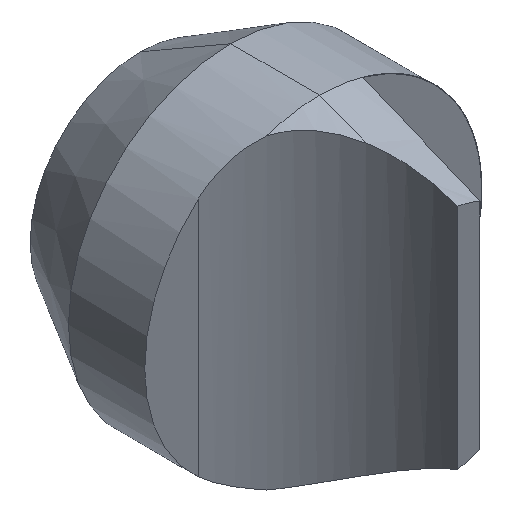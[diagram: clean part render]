
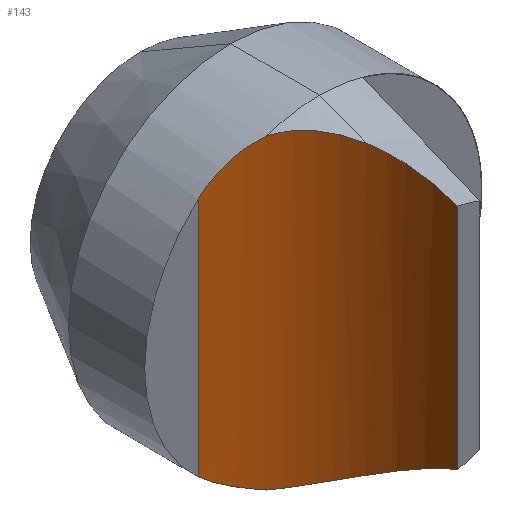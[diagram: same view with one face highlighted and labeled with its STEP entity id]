
A CAD part, isometric view. The second image highlights one B-rep face of the part: STEP entity #143.
In plain terms, the highlighted cylindrical face has radius 8.89 mm (diameter 17.78 mm), a partial arc.
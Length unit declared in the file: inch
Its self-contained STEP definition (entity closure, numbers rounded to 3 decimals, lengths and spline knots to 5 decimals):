
#6 = CARTESIAN_POINT ( 'NONE',  ( -0.2935, 0.35, -0.32444 ) ) ;
#8 = CARTESIAN_POINT ( 'NONE',  ( -0.14256, 0.31578, 0.41362 ) ) ;
#11 = EDGE_CURVE ( 'NONE', #545, #417, #287, .T. ) ;
#12 = CARTESIAN_POINT ( 'NONE',  ( 0.03741, 0.11524, 0.3562 ) ) ;
#13 = CARTESIAN_POINT ( 'NONE',  ( -0.24677, 0.34786, -0.36248 ) ) ;
#16 = CARTESIAN_POINT ( 'NONE',  ( -0.2935, 0.35, -0.32444 ) ) ;
#20 = CARTESIAN_POINT ( 'NONE',  ( 0., 0.19068, -0.38798 ) ) ;
#24 = VERTEX_POINT ( 'NONE', #16 ) ;
#36 = CARTESIAN_POINT ( 'NONE',  ( 0., 0.19068, -0.38798 ) ) ;
#41 = CARTESIAN_POINT ( 'NONE',  ( -0.12783, 0.30874, -0.41575 ) ) ;
#46 = VERTEX_POINT ( 'NONE', #8 ) ;
#47 = DIRECTION ( 'NONE',  ( 1., 0., 0. ) ) ;
#58 = CARTESIAN_POINT ( 'NONE',  ( 0.00933, 0.17632, 0.38229 ) ) ;
#59 = CARTESIAN_POINT ( 'NONE',  ( -0.28222, 0.35, 0.33465 ) ) ;
#61 = CARTESIAN_POINT ( 'NONE',  ( 0.0565, 0., 0.30735 ) ) ;
#63 = CARTESIAN_POINT ( 'NONE',  ( -0.195, 0.33688, 0.39277 ) ) ;
#66 = CARTESIAN_POINT ( 'NONE',  ( 0.03266, 0.13135, -0.3632 ) ) ;
#69 = CARTESIAN_POINT ( 'NONE',  ( 0.0565, 0., -0.4375 ) ) ;
#71 = CARTESIAN_POINT ( 'NONE',  ( -0.04948, 0.25142, 0.4092 ) ) ;
#77 = CARTESIAN_POINT ( 'NONE',  ( -0.00843, 0.20365, -0.39311 ) ) ;
#80 = CARTESIAN_POINT ( 'NONE',  ( -0.08661, 0.28242, 0.41541 ) ) ;
#84 = CARTESIAN_POINT ( 'NONE',  ( -0.06748, 0.26736, 0.41289 ) ) ;
#89 = DIRECTION ( 'NONE',  ( 0., 0., 1. ) ) ;
#91 = CARTESIAN_POINT ( 'NONE',  ( -0.11369, 0.30073, 0.4165 ) ) ;
#100 = CARTESIAN_POINT ( 'NONE',  ( 0.0505, 0.06663, -0.33511 ) ) ;
#102 = EDGE_CURVE ( 'NONE', #24, #131, #302, .T. ) ;
#110 = VECTOR ( 'NONE', #484, 39.37008 ) ;
#111 = EDGE_CURVE ( 'NONE', #417, #383, #161, .T. ) ;
#112 = CARTESIAN_POINT ( 'NONE',  ( 0.05528, 0.03362, -0.3211 ) ) ;
#118 = CARTESIAN_POINT ( 'NONE',  ( 0.0565, 0., -0.30735 ) ) ;
#119 = CARTESIAN_POINT ( 'NONE',  ( -0.03835, 0.2401, 0.40586 ) ) ;
#123 = CARTESIAN_POINT ( 'NONE',  ( -0.0229, 0.22212, 0.3998 ) ) ;
#127 = B_SPLINE_CURVE_WITH_KNOTS ( 'NONE', 3,
 ( #6, #211, #13, #215, #397, #352, #168, #182 ),
 .UNSPECIFIED., .F., .F.,
 ( 4, 2, 2, 4 ),
 ( 0., 0.00229, 0.00343, 0.00457 ),
 .UNSPECIFIED. ) ;
#131 = VERTEX_POINT ( 'NONE', #224 ) ;
#142 = CARTESIAN_POINT ( 'NONE',  ( 0.0565, 0.0339, 0.32099 ) ) ;
#143 = ADVANCED_FACE ( 'NONE', ( #480 ), #277, .F. ) ;
#153 = ORIENTED_EDGE ( 'NONE', *, *, #230, .T. ) ;
#158 = CARTESIAN_POINT ( 'NONE',  ( -0.07406, 0.27279, -0.41395 ) ) ;
#161 = B_SPLINE_CURVE_WITH_KNOTS ( 'NONE', 3,
 ( #61, #142, #185, #12, #350, #354, #58, #260 ),
 .UNSPECIFIED., .F., .F.,
 ( 4, 2, 2, 4 ),
 ( 0., 0.00276, 0.00413, 0.00551 ),
 .UNSPECIFIED. ) ;
#163 = CARTESIAN_POINT ( 'NONE',  ( -0.01794, 0.21594, 0.3976 ) ) ;
#168 = CARTESIAN_POINT ( 'NONE',  ( -0.15568, 0.32205, -0.4091 ) ) ;
#181 = B_SPLINE_CURVE_WITH_KNOTS ( 'NONE', 3,
 ( #541, #298, #502, #163, #123, #119, #71, #84, #296, #80, #306, #91, #270, #255 ),
 .UNSPECIFIED., .F., .F.,
 ( 4, 2, 2, 2, 2, 2, 4 ),
 ( 0.00551, 0.00613, 0.00675, 0.00798, 0.0086, 0.00921, 0.01045 ),
 .UNSPECIFIED. ) ;
#182 = CARTESIAN_POINT ( 'NONE',  ( -0.14256, 0.31578, -0.41362 ) ) ;
#185 = CARTESIAN_POINT ( 'NONE',  ( 0.0517, 0.06683, 0.33517 ) ) ;
#187 = CARTESIAN_POINT ( 'NONE',  ( -0.27049, 0.34946, 0.34419 ) ) ;
#188 = ORIENTED_EDGE ( 'NONE', *, *, #102, .F. ) ;
#195 = CARTESIAN_POINT ( 'NONE',  ( -0.24617, 0.347, 0.36199 ) ) ;
#202 = CARTESIAN_POINT ( 'NONE',  ( -0.11373, 0.30074, -0.41649 ) ) ;
#204 = CARTESIAN_POINT ( 'NONE',  ( 0., 0.19068, -0.38798 ) ) ;
#206 = EDGE_CURVE ( 'NONE', #268, #212, #256, .T. ) ;
#209 = ORIENTED_EDGE ( 'NONE', *, *, #261, .T. ) ;
#211 = CARTESIAN_POINT ( 'NONE',  ( -0.27097, 0.35, -0.34483 ) ) ;
#212 = VERTEX_POINT ( 'NONE', #204 ) ;
#215 = CARTESIAN_POINT ( 'NONE',  ( -0.20829, 0.33972, -0.38502 ) ) ;
#219 = EDGE_LOOP ( 'NONE', ( #209, #276, #544, #341, #431, #153, #356, #188 ) ) ;
#224 = CARTESIAN_POINT ( 'NONE',  ( -0.2935, 0.35, 0.32444 ) ) ;
#230 = EDGE_CURVE ( 'NONE', #383, #46, #181, .T. ) ;
#239 = CARTESIAN_POINT ( 'NONE',  ( 0.0565, 0.01692, -0.31416 ) ) ;
#254 = CARTESIAN_POINT ( 'NONE',  ( -0.01788, 0.21629, -0.39784 ) ) ;
#255 = CARTESIAN_POINT ( 'NONE',  ( -0.14256, 0.31578, 0.41362 ) ) ;
#256 = B_SPLINE_CURVE_WITH_KNOTS ( 'NONE', 3,
 ( #462, #41, #202, #455, #414, #158, #454, #379, #457, #254, #77, #36 ),
 .UNSPECIFIED., .F., .F.,
 ( 4, 2, 2, 2, 2, 4 ),
 ( 0., 0.00123, 0.00185, 0.00246, 0.0037, 0.00493 ),
 .UNSPECIFIED. ) ;
#260 = CARTESIAN_POINT ( 'NONE',  ( 0., 0.19068, 0.38798 ) ) ;
#261 = EDGE_CURVE ( 'NONE', #24, #268, #127, .T. ) ;
#268 = VERTEX_POINT ( 'NONE', #430 ) ;
#270 = CARTESIAN_POINT ( 'NONE',  ( -0.12785, 0.30875, 0.41575 ) ) ;
#276 = ORIENTED_EDGE ( 'NONE', *, *, #206, .T. ) ;
#277 = CYLINDRICAL_SURFACE ( 'NONE', #332, 0.35 ) ;
#284 = B_SPLINE_CURVE_WITH_KNOTS ( 'NONE', 3,
 ( #367, #322, #63, #314, #195, #187, #59, #324 ),
 .UNSPECIFIED., .F., .F.,
 ( 4, 2, 2, 4 ),
 ( 0., 0.00228, 0.00343, 0.00457 ),
 .UNSPECIFIED. ) ;
#285 = CARTESIAN_POINT ( 'NONE',  ( 0., 0.19068, 0.38798 ) ) ;
#287 = LINE ( 'NONE', #69, #110 ) ;
#296 = CARTESIAN_POINT ( 'NONE',  ( -0.0737, 0.2725, 0.4139 ) ) ;
#298 = CARTESIAN_POINT ( 'NONE',  ( -0.00417, 0.1971, 0.39052 ) ) ;
#302 = LINE ( 'NONE', #466, #513 ) ;
#306 = CARTESIAN_POINT ( 'NONE',  ( -0.0933, 0.2872, 0.4159 ) ) ;
#308 = DIRECTION ( 'NONE',  ( 0., 0., 1. ) ) ;
#314 = CARTESIAN_POINT ( 'NONE',  ( -0.23348, 0.34506, 0.37029 ) ) ;
#319 = CARTESIAN_POINT ( 'NONE',  ( 0.0565, 0., 0.30735 ) ) ;
#322 = CARTESIAN_POINT ( 'NONE',  ( -0.1688, 0.32832, 0.40458 ) ) ;
#324 = CARTESIAN_POINT ( 'NONE',  ( -0.2935, 0.35, 0.32444 ) ) ;
#332 = AXIS2_PLACEMENT_3D ( 'NONE', #444, #308, #47 ) ;
#341 = ORIENTED_EDGE ( 'NONE', *, *, #11, .T. ) ;
#350 = CARTESIAN_POINT ( 'NONE',  ( 0.03149, 0.13102, 0.36308 ) ) ;
#352 = CARTESIAN_POINT ( 'NONE',  ( -0.16883, 0.32734, -0.40387 ) ) ;
#354 = CARTESIAN_POINT ( 'NONE',  ( 0.01745, 0.16153, 0.37611 ) ) ;
#356 = ORIENTED_EDGE ( 'NONE', *, *, #451, .T. ) ;
#364 = CARTESIAN_POINT ( 'NONE',  ( 0.0565, 0., -0.30735 ) ) ;
#367 = CARTESIAN_POINT ( 'NONE',  ( -0.14256, 0.31578, 0.41362 ) ) ;
#379 = CARTESIAN_POINT ( 'NONE',  ( -0.04956, 0.25151, -0.40923 ) ) ;
#383 = VERTEX_POINT ( 'NONE', #285 ) ;
#397 = CARTESIAN_POINT ( 'NONE',  ( -0.19509, 0.33617, -0.39186 ) ) ;
#409 = EDGE_CURVE ( 'NONE', #212, #545, #459, .T. ) ;
#414 = CARTESIAN_POINT ( 'NONE',  ( -0.08692, 0.28265, -0.41543 ) ) ;
#417 = VERTEX_POINT ( 'NONE', #319 ) ;
#430 = CARTESIAN_POINT ( 'NONE',  ( -0.14256, 0.31578, -0.41362 ) ) ;
#431 = ORIENTED_EDGE ( 'NONE', *, *, #111, .T. ) ;
#444 = CARTESIAN_POINT ( 'NONE',  ( -0.2935, 0., -0.4375 ) ) ;
#445 = CARTESIAN_POINT ( 'NONE',  ( 0.01877, 0.16178, -0.37654 ) ) ;
#451 = EDGE_CURVE ( 'NONE', #46, #131, #284, .T. ) ;
#454 = CARTESIAN_POINT ( 'NONE',  ( -0.06776, 0.26759, -0.41294 ) ) ;
#455 = CARTESIAN_POINT ( 'NONE',  ( -0.09351, 0.28735, -0.41591 ) ) ;
#457 = CARTESIAN_POINT ( 'NONE',  ( -0.03842, 0.24017, -0.40588 ) ) ;
#459 = B_SPLINE_CURVE_WITH_KNOTS ( 'NONE', 3,
 ( #20, #445, #66, #528, #100, #112, #239, #364 ),
 .UNSPECIFIED., .F., .F.,
 ( 4, 2, 2, 4 ),
 ( 0.00493, 0.00767, 0.00905, 0.01042 ),
 .UNSPECIFIED. ) ;
#462 = CARTESIAN_POINT ( 'NONE',  ( -0.14256, 0.31578, -0.41362 ) ) ;
#466 = CARTESIAN_POINT ( 'NONE',  ( -0.2935, 0.35, -0.4375 ) ) ;
#480 = FACE_OUTER_BOUND ( 'NONE', #219, .T. ) ;
#484 = DIRECTION ( 'NONE',  ( 0., 0., 1. ) ) ;
#502 = CARTESIAN_POINT ( 'NONE',  ( -0.00859, 0.20344, 0.39296 ) ) ;
#513 = VECTOR ( 'NONE', #89, 39.37008 ) ;
#528 = CARTESIAN_POINT ( 'NONE',  ( 0.04694, 0.08298, -0.34219 ) ) ;
#541 = CARTESIAN_POINT ( 'NONE',  ( 0., 0.19068, 0.38798 ) ) ;
#544 = ORIENTED_EDGE ( 'NONE', *, *, #409, .T. ) ;
#545 = VERTEX_POINT ( 'NONE', #118 ) ;
